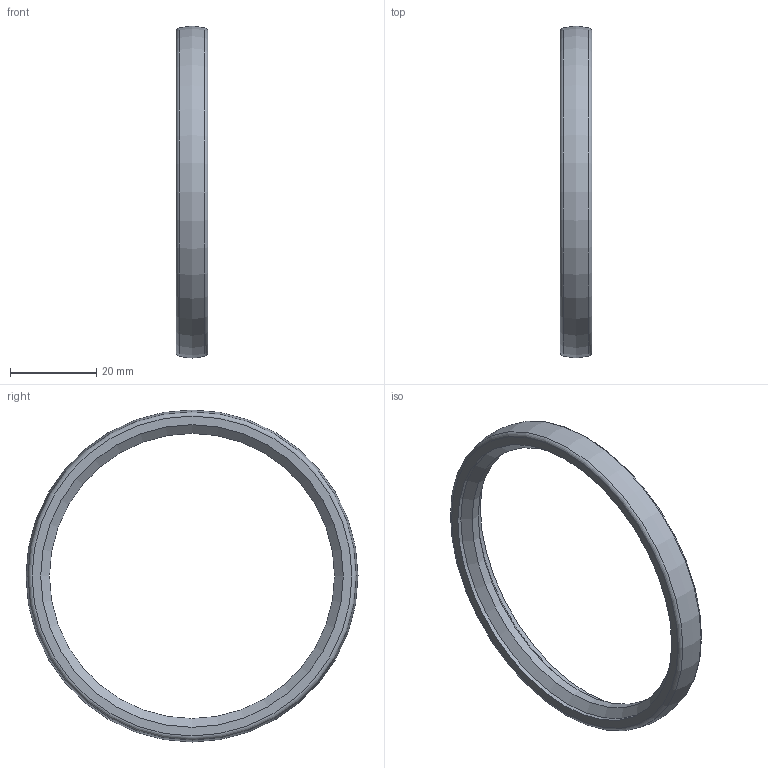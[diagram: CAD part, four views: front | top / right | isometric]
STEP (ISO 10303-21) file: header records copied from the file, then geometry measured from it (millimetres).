
FILE_DESCRIPTION(('FreeCAD Model'),'2;1');
FILE_NAME('Chaussette-V1.step','2015-08-27T21:38:49',('Author'),(''), 'Open CASCADE STEP processor 6.8','FreeCAD','Unknown');
FILE_SCHEMA(('AUTOMOTIVE_DESIGN_CC2 { 1 2 10303 214 -1 1 5 4 }'));
Length unit declared in the file: millimetre
Products named in the file (1): Revolution
Bounding box: 7.36 x 76.82 x 76.82 mm (x, y, z)
Volume: 6908.4 mm3; surface area: 4926.1 mm2
Topology: 1 solids, 1 shells, 10 faces, 18 edges, 10 vertices
Faces by surface type: cylinder 3, revolution 3, plane 2, cone 2
Full cylindrical faces by diameter (mm): 66 x1, 70 x2
Entity records: 518 total; most frequent: DIRECTION 92, CARTESIAN_POINT 78, LINE 37, VECTOR 37, ORIENTED_EDGE 36, PCURVE 36, DEFINITIONAL_REPRESENTATION 36, AXIS2_PLACEMENT_3D 24
